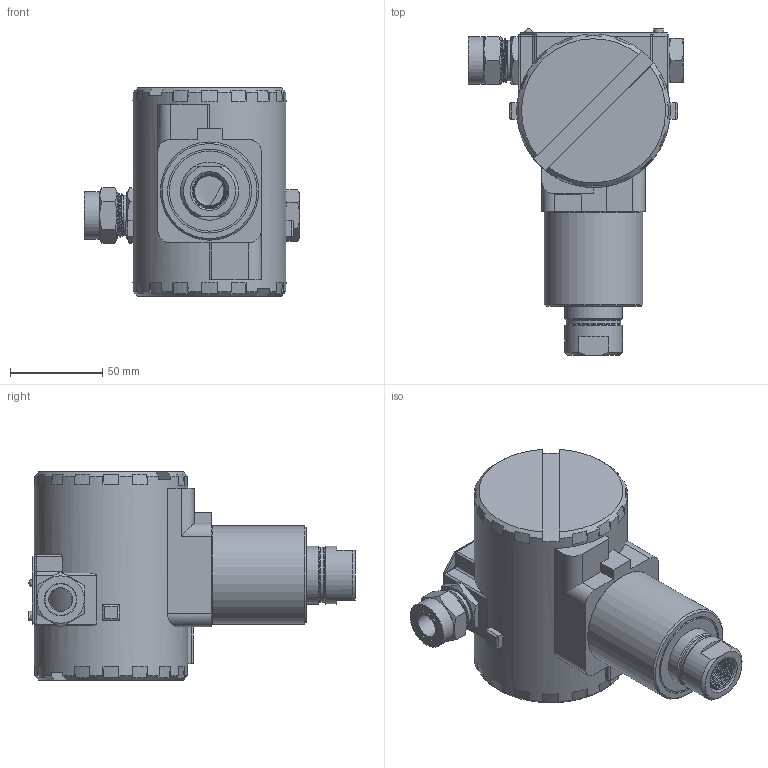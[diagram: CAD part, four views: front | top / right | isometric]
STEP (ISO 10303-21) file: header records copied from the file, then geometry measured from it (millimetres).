
FILE_DESCRIPTION(/* description */ (''),/* implementation_level */ '2;1');
FILE_NAME(/* name */ 'AMZ5450_capacitive.step',/* time_stamp */ '2021-08-26T15:20:02+03:00',/* author */ (''),/* organization */ (''),/* preprocessor_version */ 'ST-DEVELOPER v18.1',/* originating_system */ 'Autodesk Translation Framework v10.10.0.1391',/* authorisation */ '');
FILE_SCHEMA (('AUTOMOTIVE_DESIGN { 1 0 10303 214 3 1 1 }'));
Length unit declared in the file: millimetre
Products named in the file (6): (Unsaved); Corp; screw; stamp; PLUG v2; M20x1,5 steel cable gland Ex d v3
Assembly tree (5 placements, depth 2):
  (Unsaved)
    Corp
    screw
    stamp
    PLUG v2
    M20x1,5 steel cable gland Ex d v3
Bounding box: 116.5 x 176.7 x 113 mm (x, y, z)
Volume: 824748.6 mm3; surface area: 82599.9 mm2
Topology: 5 solids, 7 shells, 646 faces, 1794 edges, 1200 vertices
Faces by surface type: plane 309, cylinder 122, bspline 117, cone 83, torus 8, sphere 7
Full cylindrical faces by diameter (mm): 2 x2, 2.693 x1, 3 x3, 8.5 x2, 12 x1, 13 x1, 16.811 x1, 17 x2, 17.6 x1, 18.137 x16, 18.376 x2, 19.85 x14, 22 x1, 22.132 x1, 25.6 x1, 29.401 x1, 31.402 x2, 43.402 x1, 45.402 x1, 48.302 x1, 50 x1, 53.202 x1, 77 x1, 83 x1
Entity records: 50119 total; most frequent: CARTESIAN_POINT 34478, ORIENTED_EDGE 3574, DIRECTION 2669, EDGE_CURVE 1787, VERTEX_POINT 1200, LINE 947, VECTOR 947, AXIS2_PLACEMENT_3D 861
